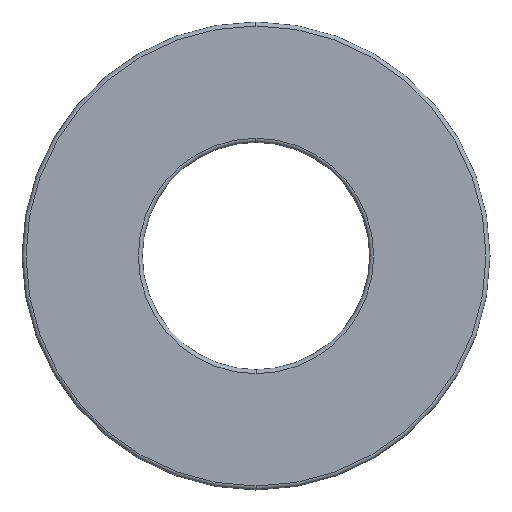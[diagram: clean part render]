
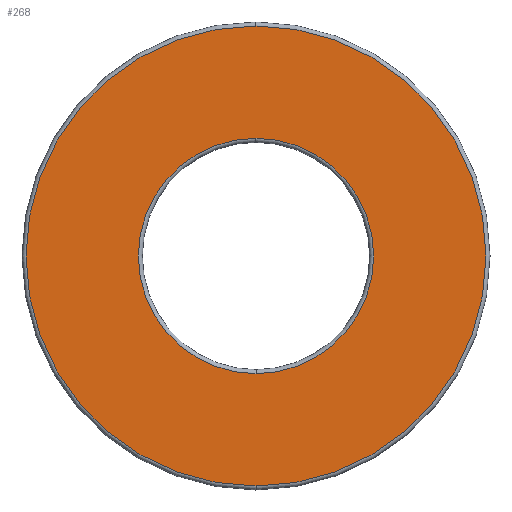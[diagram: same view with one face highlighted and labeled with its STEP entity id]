
A CAD part, left-side view. The second image highlights one B-rep face of the part: STEP entity #268.
In plain terms, the highlighted planar face has unit normal (-1, 0, 0).
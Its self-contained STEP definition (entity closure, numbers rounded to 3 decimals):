
#18 = DIRECTION ( 'NONE',  ( 0., 0., -1. ) ) ;
#52 = AXIS2_PLACEMENT_3D ( 'NONE', #290, #397, #84 ) ;
#58 = VERTEX_POINT ( 'NONE', #330 ) ;
#65 = ORIENTED_EDGE ( 'NONE', *, *, #140, .T. ) ;
#66 = PLANE ( 'NONE',  #358 ) ;
#70 = EDGE_LOOP ( 'NONE', ( #65, #173 ) ) ;
#81 = CARTESIAN_POINT ( 'NONE',  ( -5., 0., 0. ) ) ;
#84 = DIRECTION ( 'NONE',  ( 0., 0., -1. ) ) ;
#92 = VERTEX_POINT ( 'NONE', #389 ) ;
#118 = AXIS2_PLACEMENT_3D ( 'NONE', #81, #419, #283 ) ;
#123 = CARTESIAN_POINT ( 'NONE',  ( -5., 0., 0. ) ) ;
#131 = CIRCLE ( 'NONE', #52, 17.2 ) ;
#132 = DIRECTION ( 'NONE',  ( 0., 0., -1. ) ) ;
#135 = DIRECTION ( 'NONE',  ( 1., 0., 0. ) ) ;
#140 = EDGE_CURVE ( 'NONE', #58, #92, #131, .T. ) ;
#159 = AXIS2_PLACEMENT_3D ( 'NONE', #310, #376, #18 ) ;
#162 = CARTESIAN_POINT ( 'NONE',  ( -5., 0., 0. ) ) ;
#169 = FACE_OUTER_BOUND ( 'NONE', #70, .T. ) ;
#173 = ORIENTED_EDGE ( 'NONE', *, *, #449, .T. ) ;
#196 = AXIS2_PLACEMENT_3D ( 'NONE', #162, #236, #241 ) ;
#233 = CIRCLE ( 'NONE', #159, 8.8 ) ;
#236 = DIRECTION ( 'NONE',  ( 1., 0., 0. ) ) ;
#241 = DIRECTION ( 'NONE',  ( 0., 0., -1. ) ) ;
#265 = CARTESIAN_POINT ( 'NONE',  ( -5., 0., -8.8 ) ) ;
#268 = ADVANCED_FACE ( 'NONE', ( #433, #169 ), #66, .F. ) ;
#283 = DIRECTION ( 'NONE',  ( 0., 0., -1. ) ) ;
#286 = EDGE_CURVE ( 'NONE', #380, #346, #233, .T. ) ;
#290 = CARTESIAN_POINT ( 'NONE',  ( -5., 0., 0. ) ) ;
#310 = CARTESIAN_POINT ( 'NONE',  ( -5., 0., 0. ) ) ;
#315 = CIRCLE ( 'NONE', #118, 17.2 ) ;
#319 = EDGE_CURVE ( 'NONE', #346, #380, #332, .T. ) ;
#330 = CARTESIAN_POINT ( 'NONE',  ( -5., 0., -17.2 ) ) ;
#332 = CIRCLE ( 'NONE', #196, 8.8 ) ;
#346 = VERTEX_POINT ( 'NONE', #265 ) ;
#354 = CARTESIAN_POINT ( 'NONE',  ( -5., 0., 8.8 ) ) ;
#358 = AXIS2_PLACEMENT_3D ( 'NONE', #123, #135, #132 ) ;
#375 = ORIENTED_EDGE ( 'NONE', *, *, #286, .T. ) ;
#376 = DIRECTION ( 'NONE',  ( 1., 0., 0. ) ) ;
#380 = VERTEX_POINT ( 'NONE', #354 ) ;
#389 = CARTESIAN_POINT ( 'NONE',  ( -5., 0., 17.2 ) ) ;
#397 = DIRECTION ( 'NONE',  ( -1., 0., 0. ) ) ;
#419 = DIRECTION ( 'NONE',  ( -1., 0., 0. ) ) ;
#433 = FACE_BOUND ( 'NONE', #443, .T. ) ;
#436 = ORIENTED_EDGE ( 'NONE', *, *, #319, .T. ) ;
#443 = EDGE_LOOP ( 'NONE', ( #436, #375 ) ) ;
#449 = EDGE_CURVE ( 'NONE', #92, #58, #315, .T. ) ;
